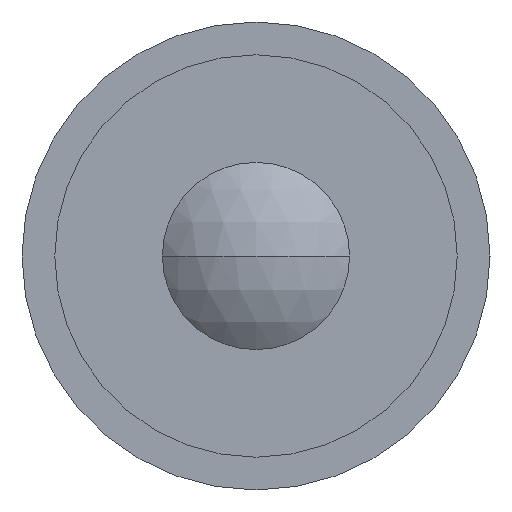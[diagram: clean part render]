
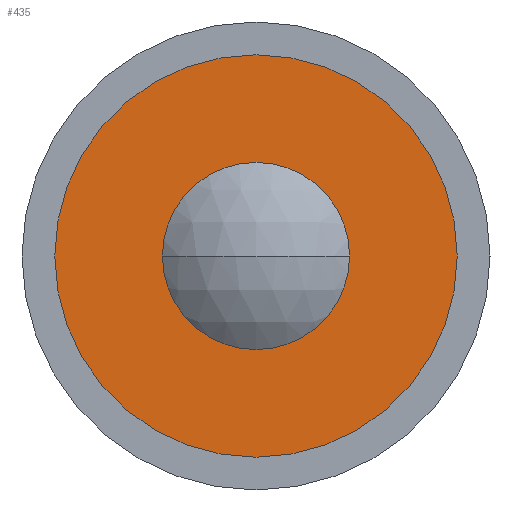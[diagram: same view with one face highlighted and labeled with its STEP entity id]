
A CAD part, left-side view. The second image highlights one B-rep face of the part: STEP entity #435.
In plain terms, the highlighted planar face has unit normal (-1, 0, 0).
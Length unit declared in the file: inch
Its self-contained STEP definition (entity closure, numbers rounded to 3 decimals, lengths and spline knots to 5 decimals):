
#21 = EDGE_CURVE ( 'NONE', #81, #513, #188, .T. ) ;
#24 = CARTESIAN_POINT ( 'NONE',  ( 0.1378, 0., -0.03937 ) ) ;
#26 = DIRECTION ( 'NONE',  ( 0., 1., 0. ) ) ;
#31 = CIRCLE ( 'NONE', #404, 0.03937 ) ;
#40 = DIRECTION ( 'NONE',  ( 0., 0., 1. ) ) ;
#79 = CIRCLE ( 'NONE', #225, 0.03937 ) ;
#80 = CARTESIAN_POINT ( 'NONE',  ( 0.1378, 0., 0. ) ) ;
#81 = VERTEX_POINT ( 'NONE', #234 ) ;
#90 = EDGE_CURVE ( 'NONE', #406, #367, #31, .T. ) ;
#96 = ORIENTED_EDGE ( 'NONE', *, *, #357, .F. ) ;
#102 = AXIS2_PLACEMENT_3D ( 'NONE', #413, #104, #26 ) ;
#104 = DIRECTION ( 'NONE',  ( 1., 0., 0. ) ) ;
#110 = DIRECTION ( 'NONE',  ( -1., 0., 0. ) ) ;
#153 = AXIS2_PLACEMENT_3D ( 'NONE', #80, #440, #158 ) ;
#158 = DIRECTION ( 'NONE',  ( 0., 0., 1. ) ) ;
#170 = EDGE_CURVE ( 'NONE', #513, #81, #210, .T. ) ;
#188 = CIRCLE ( 'NONE', #306, 0.08465 ) ;
#195 = EDGE_LOOP ( 'NONE', ( #311, #350 ) ) ;
#197 = CARTESIAN_POINT ( 'NONE',  ( 0.1378, 0., 0. ) ) ;
#200 = CARTESIAN_POINT ( 'NONE',  ( 0.1378, 0., 0. ) ) ;
#210 = CIRCLE ( 'NONE', #153, 0.08465 ) ;
#225 = AXIS2_PLACEMENT_3D ( 'NONE', #381, #303, #254 ) ;
#234 = CARTESIAN_POINT ( 'NONE',  ( 0.1378, 0., -0.08465 ) ) ;
#239 = ORIENTED_EDGE ( 'NONE', *, *, #90, .F. ) ;
#254 = DIRECTION ( 'NONE',  ( 0., 0., 1. ) ) ;
#301 = EDGE_LOOP ( 'NONE', ( #239, #96 ) ) ;
#303 = DIRECTION ( 'NONE',  ( -1., 0., 0. ) ) ;
#306 = AXIS2_PLACEMENT_3D ( 'NONE', #197, #110, #40 ) ;
#311 = ORIENTED_EDGE ( 'NONE', *, *, #170, .T. ) ;
#329 = DIRECTION ( 'NONE',  ( 0., 0., 1. ) ) ;
#350 = ORIENTED_EDGE ( 'NONE', *, *, #21, .T. ) ;
#357 = EDGE_CURVE ( 'NONE', #367, #406, #79, .T. ) ;
#367 = VERTEX_POINT ( 'NONE', #24 ) ;
#372 = FACE_BOUND ( 'NONE', #301, .T. ) ;
#381 = CARTESIAN_POINT ( 'NONE',  ( 0.1378, 0., 0. ) ) ;
#404 = AXIS2_PLACEMENT_3D ( 'NONE', #200, #445, #329 ) ;
#406 = VERTEX_POINT ( 'NONE', #414 ) ;
#413 = CARTESIAN_POINT ( 'NONE',  ( 0.1378, 0.03937, 0. ) ) ;
#414 = CARTESIAN_POINT ( 'NONE',  ( 0.1378, 0., 0.03937 ) ) ;
#435 = ADVANCED_FACE ( 'NONE', ( #490, #372 ), #460, .F. ) ;
#440 = DIRECTION ( 'NONE',  ( -1., 0., 0. ) ) ;
#445 = DIRECTION ( 'NONE',  ( -1., 0., 0. ) ) ;
#460 = PLANE ( 'NONE',  #102 ) ;
#465 = CARTESIAN_POINT ( 'NONE',  ( 0.1378, 0., 0.08465 ) ) ;
#490 = FACE_OUTER_BOUND ( 'NONE', #195, .T. ) ;
#513 = VERTEX_POINT ( 'NONE', #465 ) ;
